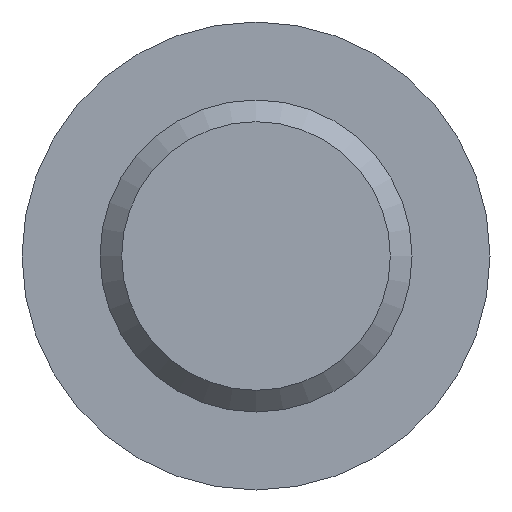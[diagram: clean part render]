
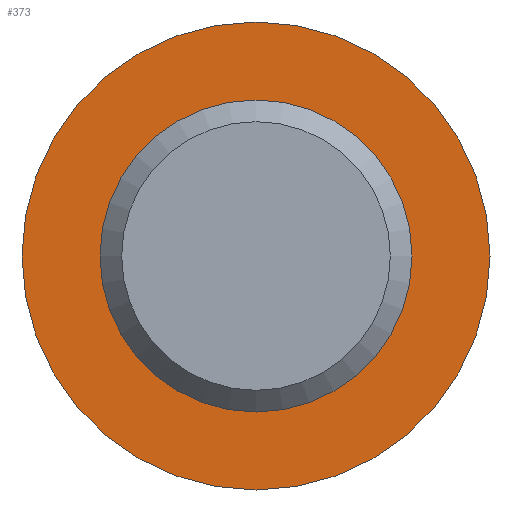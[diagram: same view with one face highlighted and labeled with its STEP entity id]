
A CAD part, front view. The second image highlights one B-rep face of the part: STEP entity #373.
In plain terms, the highlighted planar face has unit normal (0, -1, 0).
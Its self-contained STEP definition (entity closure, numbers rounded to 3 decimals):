
#5 = CARTESIAN_POINT ( 'NONE',  ( 0., 100., 0. ) ) ;
#10 = CARTESIAN_POINT ( 'NONE',  ( 0., 100., -13.5 ) ) ;
#26 = CARTESIAN_POINT ( 'NONE',  ( -9., 100., 0. ) ) ;
#44 = VERTEX_POINT ( 'NONE', #174 ) ;
#59 = DIRECTION ( 'NONE',  ( 0., -1., 0. ) ) ;
#70 = FACE_OUTER_BOUND ( 'NONE', #507, .T. ) ;
#71 = AXIS2_PLACEMENT_3D ( 'NONE', #5, #59, #516 ) ;
#102 = DIRECTION ( 'NONE',  ( 0., -1., 0. ) ) ;
#109 = FACE_BOUND ( 'NONE', #395, .T. ) ;
#116 = EDGE_CURVE ( 'NONE', #44, #44, #330, .T. ) ;
#145 = AXIS2_PLACEMENT_3D ( 'NONE', #308, #102, #352 ) ;
#168 = VERTEX_POINT ( 'NONE', #10 ) ;
#170 = ORIENTED_EDGE ( 'NONE', *, *, #520, .T. ) ;
#174 = CARTESIAN_POINT ( 'NONE',  ( 0., 100., -9. ) ) ;
#188 = CIRCLE ( 'NONE', #71, 13.5 ) ;
#304 = ORIENTED_EDGE ( 'NONE', *, *, #116, .F. ) ;
#308 = CARTESIAN_POINT ( 'NONE',  ( 0., 100., 0. ) ) ;
#324 = DIRECTION ( 'NONE',  ( 0., 1., 0. ) ) ;
#330 = CIRCLE ( 'NONE', #145, 9. ) ;
#352 = DIRECTION ( 'NONE',  ( 0., 0., -1. ) ) ;
#373 = ADVANCED_FACE ( 'NONE', ( #109, #70 ), #402, .F. ) ;
#379 = AXIS2_PLACEMENT_3D ( 'NONE', #26, #324, #497 ) ;
#395 = EDGE_LOOP ( 'NONE', ( #304 ) ) ;
#402 = PLANE ( 'NONE',  #379 ) ;
#497 = DIRECTION ( 'NONE',  ( 0., 0., 1. ) ) ;
#507 = EDGE_LOOP ( 'NONE', ( #170 ) ) ;
#516 = DIRECTION ( 'NONE',  ( 0., 0., -1. ) ) ;
#520 = EDGE_CURVE ( 'NONE', #168, #168, #188, .T. ) ;
